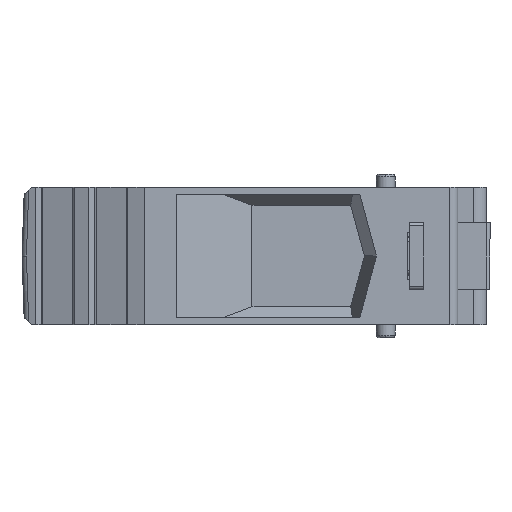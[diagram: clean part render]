
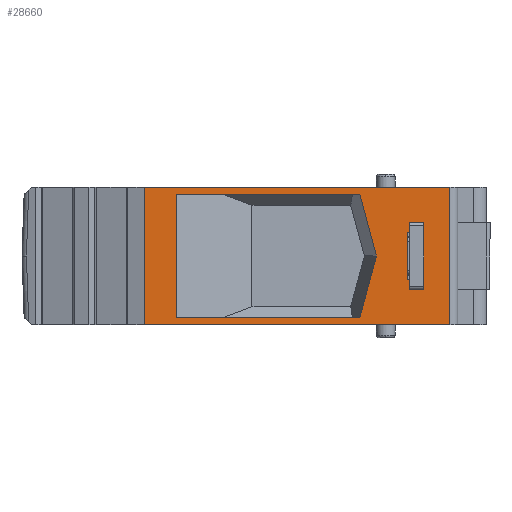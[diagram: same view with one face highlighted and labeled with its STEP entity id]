
A CAD part, left-side view. The second image highlights one B-rep face of the part: STEP entity #28660.
In plain terms, the highlighted face is planar.
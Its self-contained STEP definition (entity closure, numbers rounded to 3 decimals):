
#4460=CARTESIAN_POINT('',(34.,41.058,
9.2));
#4470=VERTEX_POINT('',#4460);
#4500=CARTESIAN_POINT('',(34.,41.058,0.));
#4510=DIRECTION('',(0.,0.,1.));
#4520=VECTOR('',#4510,1.);
#4530=LINE('',#4500,#4520);
#4540=CARTESIAN_POINT('',(34.,41.058,
-9.2));
#4550=VERTEX_POINT('',#4540);
#4560=EDGE_CURVE('',#4550,#4470,#4530,.T.);
#14030=CARTESIAN_POINT('',(34.,13.662,-9.2));
#14040=VERTEX_POINT('',#14030);
#14160=CARTESIAN_POINT('',(34.,0.,-9.2));
#14170=DIRECTION('',(0.,-1.,0.));
#14180=VECTOR('',#14170,1.);
#14190=LINE('',#14160,#14180);
#14200=EDGE_CURVE('',#4550,#14040,#14190,.T.);
#19190=CARTESIAN_POINT('',(34.,0.2,-10.25));
#19200=VERTEX_POINT('',#19190);
#19230=CARTESIAN_POINT('',(34.,0.,-10.25));
#19240=DIRECTION('',(0.,-1.,0.));
#19250=VECTOR('',#19240,1.);
#19260=LINE('',#19230,#19250);
#19270=CARTESIAN_POINT('',(34.,45.9,-10.25));
#19280=VERTEX_POINT('',#19270);
#19290=EDGE_CURVE('',#19280,#19200,#19260,.T.);
#22820=CARTESIAN_POINT('',(34.,45.9,10.25));
#22830=VERTEX_POINT('',#22820);
#22930=CARTESIAN_POINT('',(34.,45.9,0.));
#22940=DIRECTION('',(0.,0.,-1.));
#22950=VECTOR('',#22940,1.);
#22960=LINE('',#22930,#22950);
#22970=EDGE_CURVE('',#22830,#19280,#22960,.T.);
#27570=CARTESIAN_POINT('',(34.,0.2,
0.));
#27580=DIRECTION('',(1.,0.,0.));
#27590=DIRECTION('',(0.,1.,0.));
#27600=AXIS2_PLACEMENT_3D('',#27570,#27580,#27590);
#27610=PLANE('',#27600);
#27620=ORIENTED_EDGE('',*,*,#22970,.F.);
#27630=ORIENTED_EDGE('',*,*,#19290,.F.);
#27640=CARTESIAN_POINT('',(34.,0.2,-10.25
));
#27650=DIRECTION('',(0.,0.,1.));
#27660=VECTOR('',#27650,1.);
#27670=LINE('',#27640,#27660);
#27680=CARTESIAN_POINT('',(34.,0.2,10.25));
#27690=VERTEX_POINT('',#27680);
#27700=EDGE_CURVE('',#19200,#27690,#27670,.T.);
#27710=ORIENTED_EDGE('',*,*,#27700,.F.);
#27720=CARTESIAN_POINT('',(34.,0.,10.25)
);
#27730=DIRECTION('',(0.,1.,0.));
#27740=VECTOR('',#27730,1.);
#27750=LINE('',#27720,#27740);
#27760=EDGE_CURVE('',#27690,#22830,#27750,.T.);
#27770=ORIENTED_EDGE('',*,*,#27760,.F.);
#27780=EDGE_LOOP('',(#27770,#27710,#27630,#27620));
#27790=FACE_OUTER_BOUND('',#27780,.T.);
#27800=CARTESIAN_POINT('',(34.,0.,-2.9));
#27810=DIRECTION('',(0.,1.,0.));
#27820=VECTOR('',#27810,1.);
#27830=LINE('',#27800,#27820);
#27840=CARTESIAN_POINT('',(34.,4.1,-2.9));
#27850=VERTEX_POINT('',#27840);
#27860=CARTESIAN_POINT('',(34.,6.2,-2.9));
#27870=VERTEX_POINT('',#27860);
#27880=EDGE_CURVE('',#27850,#27870,#27830,.T.);
#27890=ORIENTED_EDGE('',*,*,#27880,.T.);
#27900=CARTESIAN_POINT('',(34.,4.1,0.));
#27910=DIRECTION('',(0.,0.,1.));
#27920=VECTOR('',#27910,1.);
#27930=LINE('',#27900,#27920);
#27940=CARTESIAN_POINT('',(34.,4.1,-5.));
#27950=VERTEX_POINT('',#27940);
#27960=EDGE_CURVE('',#27950,#27850,#27930,.T.);
#27970=ORIENTED_EDGE('',*,*,#27960,.T.);
#27980=CARTESIAN_POINT('',(34.,0.,-5.));
#27990=DIRECTION('',(0.,1.,0.));
#28000=VECTOR('',#27990,1.);
#28010=LINE('',#27980,#28000);
#28020=CARTESIAN_POINT('',(34.,6.2,-5.));
#28030=VERTEX_POINT('',#28020);
#28040=EDGE_CURVE('',#27950,#28030,#28010,.T.);
#28050=ORIENTED_EDGE('',*,*,#28040,.F.);
#28060=CARTESIAN_POINT('',(34.,6.2,0.));
#28070=DIRECTION('',(0.,0.,1.));
#28080=VECTOR('',#28070,1.);
#28090=LINE('',#28060,#28080);
#28100=EDGE_CURVE('',#28030,#27870,#28090,.T.);
#28110=ORIENTED_EDGE('',*,*,#28100,.F.);
#28120=EDGE_LOOP('',(#28110,#28050,#27970,#27890));
#28130=FACE_BOUND('',#28120,.T.);
#28140=CARTESIAN_POINT('',(34.,4.1,2.9));
#28150=VERTEX_POINT('',#28140);
#28160=CARTESIAN_POINT('',(34.,4.1,5.));
#28170=VERTEX_POINT('',#28160);
#28180=EDGE_CURVE('',#28150,#28170,#27930,.T.);
#28190=ORIENTED_EDGE('',*,*,#28180,.T.);
#28200=CARTESIAN_POINT('',(34.,0.,2.9));
#28210=DIRECTION('',(0.,1.,0.));
#28220=VECTOR('',#28210,1.);
#28230=LINE('',#28200,#28220);
#28240=CARTESIAN_POINT('',(34.,6.2,2.9));
#28250=VERTEX_POINT('',#28240);
#28260=EDGE_CURVE('',#28150,#28250,#28230,.T.);
#28270=ORIENTED_EDGE('',*,*,#28260,.F.);
#28280=CARTESIAN_POINT('',(34.,6.2,5.));
#28290=VERTEX_POINT('',#28280);
#28300=EDGE_CURVE('',#28250,#28290,#28090,.T.);
#28310=ORIENTED_EDGE('',*,*,#28300,.F.);
#28320=CARTESIAN_POINT('',(34.,0.,5.));
#28330=DIRECTION('',(0.,-1.,0.));
#28340=VECTOR('',#28330,1.);
#28350=LINE('',#28320,#28340);
#28360=EDGE_CURVE('',#28290,#28170,#28350,.T.);
#28370=ORIENTED_EDGE('',*,*,#28360,.F.);
#28380=EDGE_LOOP('',(#28370,#28310,#28270,#28190));
#28390=FACE_BOUND('',#28380,.T.);
#28400=CARTESIAN_POINT('',(34.,11.197,0.));
#28410=DIRECTION('',(0.,-0.259,
-0.966));
#28420=VECTOR('',#28410,1.);
#28430=LINE('',#28400,#28420);
#28440=CARTESIAN_POINT('',(34.,13.662,9.2));
#28450=VERTEX_POINT('',#28440);
#28460=CARTESIAN_POINT('',(34.,11.197,0.));
#28470=VERTEX_POINT('',#28460);
#28480=EDGE_CURVE('',#28450,#28470,#28430,.T.);
#28490=ORIENTED_EDGE('',*,*,#28480,.F.);
#28500=CARTESIAN_POINT('',(34.,11.197,0.));
#28510=DIRECTION('',(0.,0.259,
-0.966));
#28520=VECTOR('',#28510,1.);
#28530=LINE('',#28500,#28520);
#28540=EDGE_CURVE('',#28470,#14040,#28530,.T.);
#28550=ORIENTED_EDGE('',*,*,#28540,.F.);
#28560=ORIENTED_EDGE('',*,*,#14200,.T.);
#28570=ORIENTED_EDGE('',*,*,#4560,.F.);
#28580=CARTESIAN_POINT('',(34.,0.,
9.2));
#28590=DIRECTION('',(0.,-1.,0.));
#28600=VECTOR('',#28590,1.);
#28610=LINE('',#28580,#28600);
#28620=EDGE_CURVE('',#4470,#28450,#28610,.T.);
#28630=ORIENTED_EDGE('',*,*,#28620,.F.);
#28640=EDGE_LOOP('',(#28630,#28570,#28560,#28550,#28490));
#28650=FACE_BOUND('',#28640,.T.);
#28660=ADVANCED_FACE('',(#27790,#28130,#28390,#28650),#27610,.T.);
